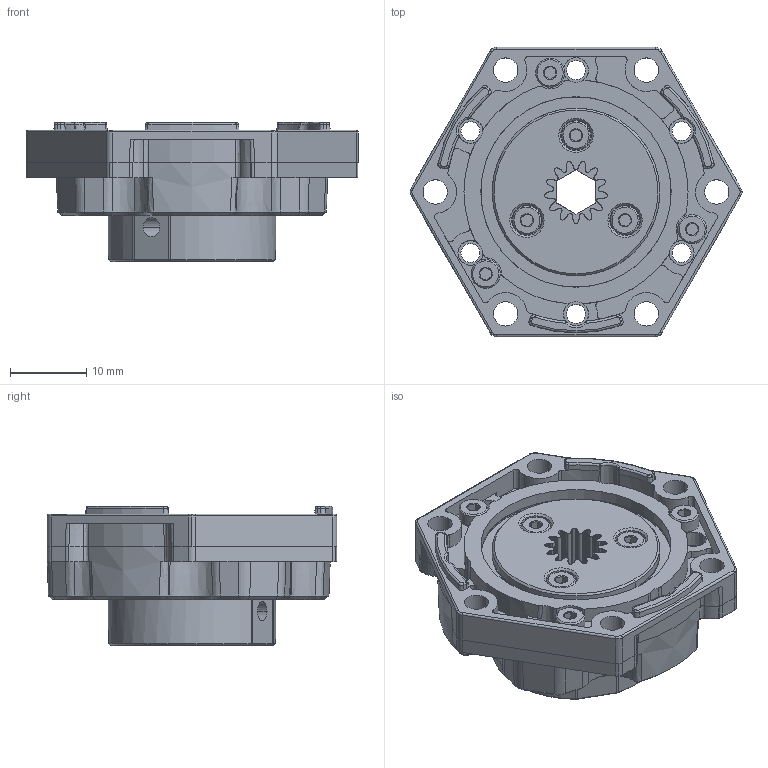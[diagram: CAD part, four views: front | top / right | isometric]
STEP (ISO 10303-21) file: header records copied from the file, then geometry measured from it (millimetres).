
FILE_DESCRIPTION (( 'STEP AP203' ), '1' );
FILE_NAME ('REV-41-1615.STEP', '2023-09-21T16:05:38', ( '' ), ( '' ), 'SwSTEP 2.0', 'SolidWorks 2022', '' );
FILE_SCHEMA (( 'CONFIG_CONTROL_DESIGN' ));
Length unit declared in the file: millimetre
Products named in the file (10): REV-41-1604-2; REV-41-1611_Through Hole; 6704ZZ; REV-41-1615; REV-41-1604-1; DOWEL_PIN_2mmDIA_6mmLONG; M2 SHCS SS_03mm Long; REV-41-1604-5; REV-41-1612; M2 SHCS SS_04mm Long
Assembly tree (16 placements, depth 2):
  REV-41-1615
    REV-41-1604-2
    REV-41-1604-1
    6704ZZ  x2
    REV-41-1604-5
    REV-41-1611_Through Hole
    REV-41-1612
    M2 SHCS SS_04mm Long  x3
    M2 SHCS SS_03mm Long  x3
    DOWEL_PIN_2mmDIA_6mmLONG  x3
Bounding box: 43.57 x 38 x 18.25 mm (x, y, z)
Volume: 11710.6 mm3; surface area: 13708.3 mm2
Topology: 16 solids, 16 shells, 1249 faces, 3550 edges, 2340 vertices
Faces by surface type: plane 521, cylinder 367, cone 197, bspline 122, torus 24, sphere 18
Entity records: 41055 total; most frequent: CARTESIAN_POINT 11121, ORIENTED_EDGE 6460, DIRECTION 5496, EDGE_CURVE 3230, VERTEX_POINT 2174, AXIS2_PLACEMENT_3D 1932, VECTOR 1632, LINE 1632
